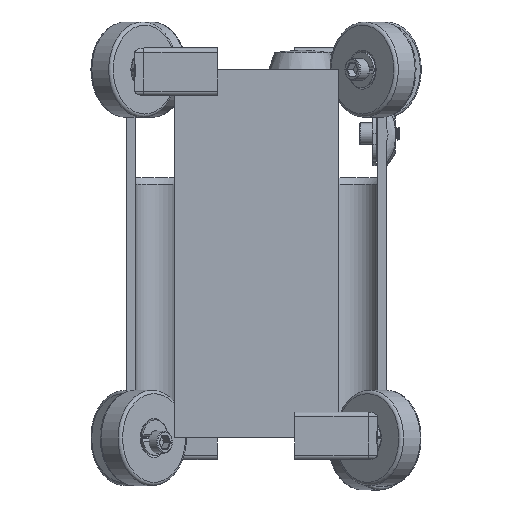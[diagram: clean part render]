
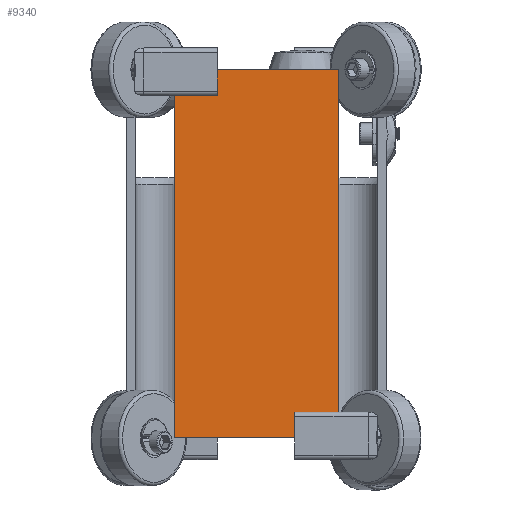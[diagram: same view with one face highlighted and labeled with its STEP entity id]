
A CAD part, left-side view. The second image highlights one B-rep face of the part: STEP entity #9340.
In plain terms, the highlighted planar face has unit normal (-1, 0, 0).
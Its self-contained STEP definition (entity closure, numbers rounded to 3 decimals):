
#846=PLANE('',#10043);
#1122=FACE_OUTER_BOUND('',#1703,.T.);
#1703=EDGE_LOOP('',(#6771,#6772,#6773,#6774));
#2340=LINE('',#14482,#3118);
#2349=LINE('',#14503,#3127);
#2350=LINE('',#14506,#3128);
#2351=LINE('',#14507,#3129);
#3118=VECTOR('',#11312,10.);
#3127=VECTOR('',#11337,10.);
#3128=VECTOR('',#11340,10.);
#3129=VECTOR('',#11341,10.);
#4273=VERTEX_POINT('',#14479);
#4274=VERTEX_POINT('',#14481);
#4278=VERTEX_POINT('',#14501);
#4279=VERTEX_POINT('',#14505);
#5209=EDGE_CURVE('',#4273,#4274,#2340,.T.);
#5220=EDGE_CURVE('',#4278,#4273,#2349,.T.);
#5221=EDGE_CURVE('',#4279,#4278,#2350,.T.);
#5222=EDGE_CURVE('',#4279,#4274,#2351,.T.);
#6771=ORIENTED_EDGE('',*,*,#5220,.F.);
#6772=ORIENTED_EDGE('',*,*,#5221,.F.);
#6773=ORIENTED_EDGE('',*,*,#5222,.T.);
#6774=ORIENTED_EDGE('',*,*,#5209,.F.);
#9340=ADVANCED_FACE('',(#1122),#846,.T.);
#10043=AXIS2_PLACEMENT_3D('',#14504,#11338,#11339);
#11312=DIRECTION('',(0.,-1.,0.));
#11337=DIRECTION('',(0.,0.,1.));
#11338=DIRECTION('center_axis',(-1.,0.,0.));
#11339=DIRECTION('ref_axis',(0.,1.,0.));
#11340=DIRECTION('',(0.,1.,0.));
#11341=DIRECTION('',(0.,0.,1.));
#14479=CARTESIAN_POINT('',(-30.,19.,85.));
#14481=CARTESIAN_POINT('',(-30.,-19.,85.));
#14482=CARTESIAN_POINT('',(-30.,-30.,85.));
#14501=CARTESIAN_POINT('',(-30.,19.,0.));
#14503=CARTESIAN_POINT('',(-30.,19.,60.));
#14504=CARTESIAN_POINT('Origin',(-30.,-19.,60.));
#14505=CARTESIAN_POINT('',(-30.,-19.,0.));
#14506=CARTESIAN_POINT('',(-30.,-30.,0.));
#14507=CARTESIAN_POINT('',(-30.,-19.,60.));
